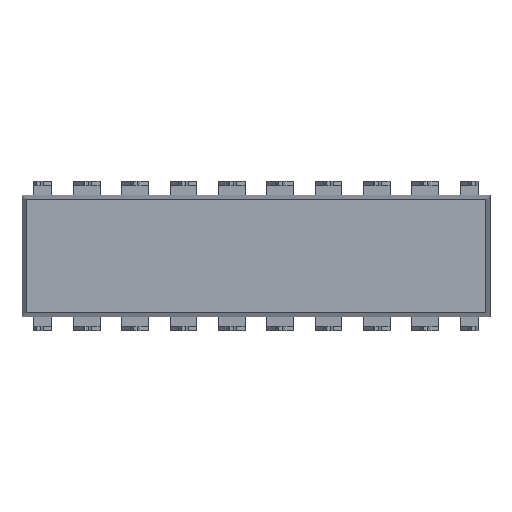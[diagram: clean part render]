
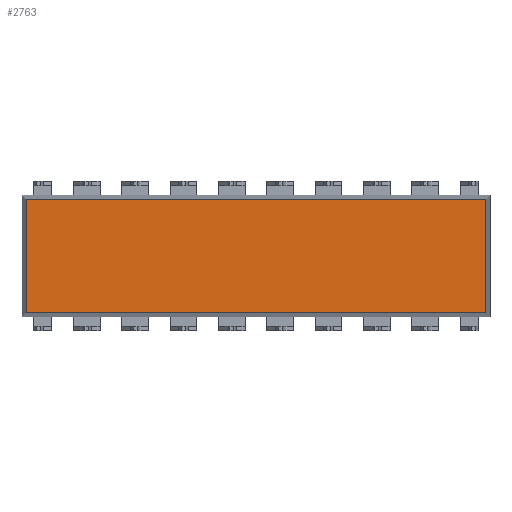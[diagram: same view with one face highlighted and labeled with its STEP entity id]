
A CAD part, front view. The second image highlights one B-rep face of the part: STEP entity #2763.
In plain terms, the highlighted planar face has unit normal (0, -1, 0).
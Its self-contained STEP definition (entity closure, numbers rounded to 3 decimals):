
#2404 = ORIENTED_EDGE ( 'NONE', *, *, #2746, .F. ) ;
#2408 = EDGE_CURVE ( 'NONE', #2586, #2564, #4250, .T. ) ;
#2420 = ORIENTED_EDGE ( 'NONE', *, *, #2769, .F. ) ;
#2564 = VERTEX_POINT ( 'NONE', #4466 ) ;
#2586 = VERTEX_POINT ( 'NONE', #4485 ) ;
#2587 = ORIENTED_EDGE ( 'NONE', *, *, #2408, .F. ) ;
#2746 = EDGE_CURVE ( 'NONE', #2933, #2586, #4730, .T. ) ;
#2763 = ADVANCED_FACE ( 'NONE', ( #4974 ), #5037, .T. ) ;
#2764 = ORIENTED_EDGE ( 'NONE', *, *, #2945, .F. ) ;
#2765 = EDGE_LOOP ( 'NONE', ( #2764, #2587, #2404, #2420 ) ) ;
#2769 = EDGE_CURVE ( 'NONE', #2915, #2933, #4874, .T. ) ;
#2915 = VERTEX_POINT ( 'NONE', #5207 ) ;
#2933 = VERTEX_POINT ( 'NONE', #5267 ) ;
#2945 = EDGE_CURVE ( 'NONE', #2564, #2915, #5179, .T. ) ;
#4175 = VECTOR ( 'NONE', #4205, 1000. ) ;
#4205 = DIRECTION ( 'NONE',  ( -1., 0., 0. ) ) ;
#4206 = CARTESIAN_POINT ( 'NONE',  ( 0., -1.75, -6.185 ) ) ;
#4250 = LINE ( 'NONE', #4206, #4175 ) ;
#4466 = CARTESIAN_POINT ( 'NONE',  ( 0.215, -1.75, -6.185 ) ) ;
#4485 = CARTESIAN_POINT ( 'NONE',  ( 24.385, -1.75, -6.185 ) ) ;
#4727 = DIRECTION ( 'NONE',  ( 0., 0., -1. ) ) ;
#4728 = VECTOR ( 'NONE', #4727, 1000. ) ;
#4729 = CARTESIAN_POINT ( 'NONE',  ( 24.385, -1.75, 0. ) ) ;
#4730 = LINE ( 'NONE', #4729, #4728 ) ;
#4874 = LINE ( 'NONE', #4915, #4914 ) ;
#4901 = AXIS2_PLACEMENT_3D ( 'NONE', #4925, #4924, #4923 ) ;
#4913 = DIRECTION ( 'NONE',  ( 1., 0., 0. ) ) ;
#4914 = VECTOR ( 'NONE', #4913, 1000. ) ;
#4915 = CARTESIAN_POINT ( 'NONE',  ( 0., -1.75, -0.215 ) ) ;
#4923 = DIRECTION ( 'NONE',  ( 0., 0., -1. ) ) ;
#4924 = DIRECTION ( 'NONE',  ( 0., -1., 0. ) ) ;
#4925 = CARTESIAN_POINT ( 'NONE',  ( 0., -1.75, -6.4 ) ) ;
#4974 = FACE_OUTER_BOUND ( 'NONE', #2765, .T. ) ;
#5037 = PLANE ( 'NONE',  #4901 ) ;
#5173 = DIRECTION ( 'NONE',  ( 0., 0., 1. ) ) ;
#5174 = VECTOR ( 'NONE', #5173, 1000. ) ;
#5175 = CARTESIAN_POINT ( 'NONE',  ( 0.215, -1.75, 0. ) ) ;
#5179 = LINE ( 'NONE', #5175, #5174 ) ;
#5207 = CARTESIAN_POINT ( 'NONE',  ( 0.215, -1.75, -0.215 ) ) ;
#5267 = CARTESIAN_POINT ( 'NONE',  ( 24.385, -1.75, -0.215 ) ) ;
